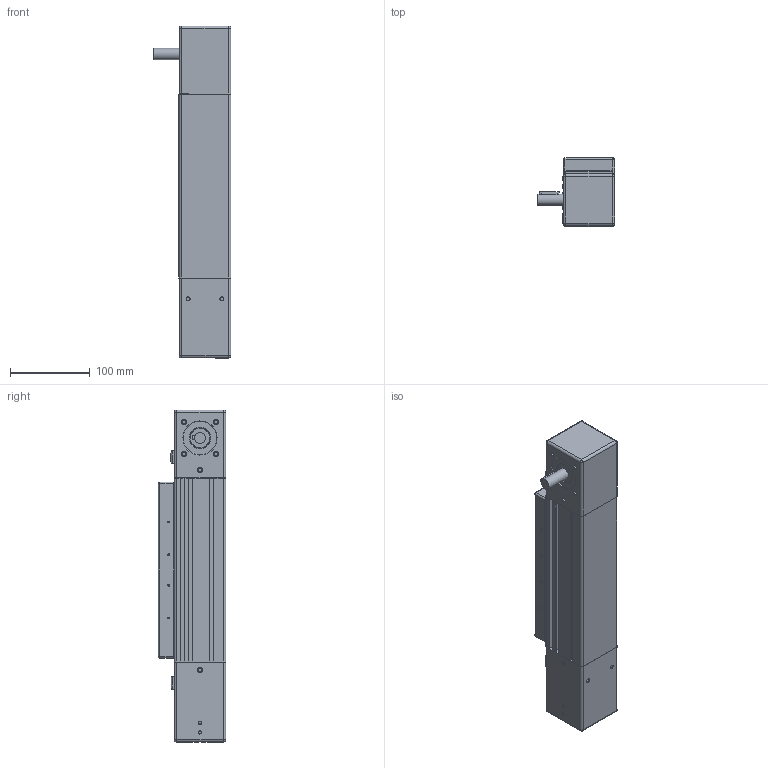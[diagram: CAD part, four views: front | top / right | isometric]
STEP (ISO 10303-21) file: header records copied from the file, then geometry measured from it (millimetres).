
FILE_DESCRIPTION((''),'2;1');
FILE_NAME('MTJ 65 L 1L ASM.stp','2010-12-16T08:58:51',('user'),(''),'Autodesk Inventor 2011','Autodesk Inventor 2011','');
FILE_SCHEMA(('AUTOMOTIVE_DESIGN { 1 0 10303 214 1 1 1 1 }'));
Length unit declared in the file: millimetre
Products named in the file (6): MTJ 65 L 1L ASM; MTJ 65 L 1L; PROFIL MTJ 65 L; NAPENJALNI KONČNIK MTJ65; VOZICEK MTJ 65 L; POGONSKI KONČNIK MTJ65 1L
Assembly tree (5 placements, depth 3):
  MTJ 65 L 1L ASM
    MTJ 65 L 1L
      PROFIL MTJ 65 L
      NAPENJALNI KONČNIK MTJ65
      VOZICEK MTJ 65 L
      POGONSKI KONČNIK MTJ65 1L
Bounding box: 97.5 x 85 x 415 mm (x, y, z)
Volume: 1838933.7 mm3; surface area: 248388.7 mm2
Topology: 4 solids, 17 shells, 807 faces, 1954 edges, 1215 vertices
Faces by surface type: plane 485, cylinder 225, cone 63, torus 22, sphere 12
Full cylindrical faces by diameter (mm): 2.459 x8, 3.459 x4, 4.134 x2, 4.917 x20, 5 x4, 5.2 x4, 6 x4, 7 x6, 10 x10, 14 x1, 25 x2, 26 x2, 27.86 x1, 42 x2, 42.9 x2
Entity records: 23079 total; most frequent: CARTESIAN_POINT 3998, DIRECTION 3960, ORIENTED_EDGE 3482, EDGE_CURVE 1741, AXIS2_PLACEMENT_3D 1447, VERTEX_POINT 1161, VECTOR 1066, LINE 1066
